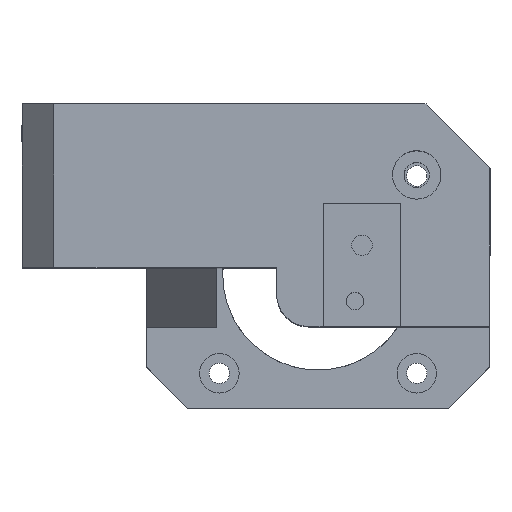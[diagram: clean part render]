
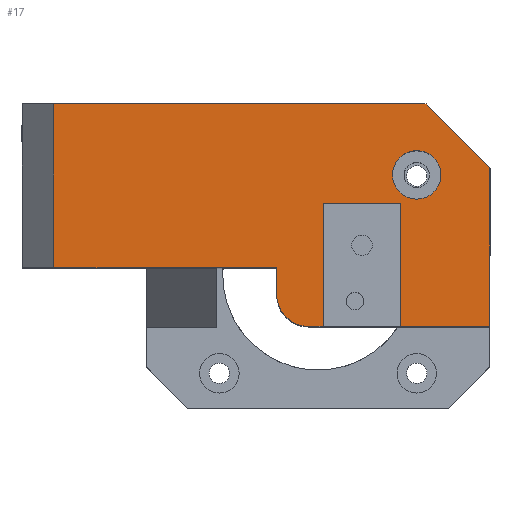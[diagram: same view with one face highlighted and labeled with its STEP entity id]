
A CAD part, top view. The second image highlights one B-rep face of the part: STEP entity #17.
In plain terms, the highlighted planar face has unit normal (0, 0, 1).
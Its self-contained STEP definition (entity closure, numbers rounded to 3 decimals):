
#17 = ADVANCED_FACE('',(#18,#133),#144,.T.);
#18 = FACE_BOUND('',#19,.T.);
#19 = EDGE_LOOP('',(#20,#30,#38,#46,#54,#62,#70,#79,#87,#95,#103,#111,
    #119,#127));
#20 = ORIENTED_EDGE('',*,*,#21,.F.);
#21 = EDGE_CURVE('',#22,#24,#26,.T.);
#22 = VERTEX_POINT('',#23);
#23 = CARTESIAN_POINT('',(295.59,1011.278,47.945));
#24 = VERTEX_POINT('',#25);
#25 = CARTESIAN_POINT('',(295.883,1010.985,47.945));
#26 = LINE('',#27,#28);
#27 = CARTESIAN_POINT('',(288.849,1018.02,47.945));
#28 = VECTOR('',#29,1.);
#29 = DIRECTION('',(0.707,-0.707,0.));
#30 = ORIENTED_EDGE('',*,*,#31,.T.);
#31 = EDGE_CURVE('',#22,#32,#34,.T.);
#32 = VERTEX_POINT('',#33);
#33 = CARTESIAN_POINT('',(295.176,1011.278,47.945));
#34 = LINE('',#35,#36);
#35 = CARTESIAN_POINT('',(274.688,1011.278,47.945));
#36 = VECTOR('',#37,1.);
#37 = DIRECTION('',(-1.,0.,0.));
#38 = ORIENTED_EDGE('',*,*,#39,.T.);
#39 = EDGE_CURVE('',#32,#40,#42,.T.);
#40 = VERTEX_POINT('',#41);
#41 = CARTESIAN_POINT('',(237.141,1011.278,
    47.945));
#42 = LINE('',#43,#44);
#43 = CARTESIAN_POINT('',(233.741,1011.278,47.945));
#44 = VECTOR('',#45,1.);
#45 = DIRECTION('',(-1.,0.,0.));
#46 = ORIENTED_EDGE('',*,*,#47,.F.);
#47 = EDGE_CURVE('',#48,#40,#50,.T.);
#48 = VERTEX_POINT('',#49);
#49 = CARTESIAN_POINT('',(237.141,985.528,47.945));
#50 = LINE('',#51,#52);
#51 = CARTESIAN_POINT('',(237.141,985.528,47.945));
#52 = VECTOR('',#53,1.);
#53 = DIRECTION('',(0.,1.,0.));
#54 = ORIENTED_EDGE('',*,*,#55,.T.);
#55 = EDGE_CURVE('',#48,#56,#58,.T.);
#56 = VERTEX_POINT('',#57);
#57 = CARTESIAN_POINT('',(272.141,985.528,47.945));
#58 = LINE('',#59,#60);
#59 = CARTESIAN_POINT('',(279.921,985.528,47.945));
#60 = VECTOR('',#61,1.);
#61 = DIRECTION('',(1.,0.,0.));
#62 = ORIENTED_EDGE('',*,*,#63,.F.);
#63 = EDGE_CURVE('',#64,#56,#66,.T.);
#64 = VERTEX_POINT('',#65);
#65 = CARTESIAN_POINT('',(272.141,981.278,47.945)
  );
#66 = LINE('',#67,#68);
#67 = CARTESIAN_POINT('',(272.141,976.278,
    47.945));
#68 = VECTOR('',#69,1.);
#69 = DIRECTION('',(0.,1.,0.));
#70 = ORIENTED_EDGE('',*,*,#71,.T.);
#71 = EDGE_CURVE('',#64,#72,#74,.T.);
#72 = VERTEX_POINT('',#73);
#73 = CARTESIAN_POINT('',(277.141,976.278,47.945)
  );
#74 = CIRCLE('',#75,5.);
#75 = AXIS2_PLACEMENT_3D('',#76,#77,#78);
#76 = CARTESIAN_POINT('',(277.141,981.278,47.945)
  );
#77 = DIRECTION('',(0.,0.,1.));
#78 = DIRECTION('',(1.,0.,0.));
#79 = ORIENTED_EDGE('',*,*,#80,.T.);
#80 = EDGE_CURVE('',#72,#81,#83,.T.);
#81 = VERTEX_POINT('',#82);
#82 = CARTESIAN_POINT('',(279.441,976.278,47.945));
#83 = LINE('',#84,#85);
#84 = CARTESIAN_POINT('',(257.641,976.278,47.945)
  );
#85 = VECTOR('',#86,1.);
#86 = DIRECTION('',(1.,0.,0.));
#87 = ORIENTED_EDGE('',*,*,#88,.F.);
#88 = EDGE_CURVE('',#89,#81,#91,.T.);
#89 = VERTEX_POINT('',#90);
#90 = CARTESIAN_POINT('',(279.441,995.528,47.945)
  );
#91 = LINE('',#92,#93);
#92 = CARTESIAN_POINT('',(279.441,991.676,47.945));
#93 = VECTOR('',#94,1.);
#94 = DIRECTION('',(0.,-1.,0.));
#95 = ORIENTED_EDGE('',*,*,#96,.F.);
#96 = EDGE_CURVE('',#97,#89,#99,.T.);
#97 = VERTEX_POINT('',#98);
#98 = CARTESIAN_POINT('',(291.631,995.528,
    47.945));
#99 = LINE('',#100,#101);
#100 = CARTESIAN_POINT('',(279.656,995.528,47.945
    ));
#101 = VECTOR('',#102,1.);
#102 = DIRECTION('',(-1.,0.,0.));
#103 = ORIENTED_EDGE('',*,*,#104,.T.);
#104 = EDGE_CURVE('',#97,#105,#107,.T.);
#105 = VERTEX_POINT('',#106);
#106 = CARTESIAN_POINT('',(291.631,976.278,47.945));
#107 = LINE('',#108,#109);
#108 = CARTESIAN_POINT('',(291.631,996.528,
    47.945));
#109 = VECTOR('',#110,1.);
#110 = DIRECTION('',(0.,-1.,0.));
#111 = ORIENTED_EDGE('',*,*,#112,.F.);
#112 = EDGE_CURVE('',#113,#105,#115,.T.);
#113 = VERTEX_POINT('',#114);
#114 = CARTESIAN_POINT('',(305.641,976.278,47.945));
#115 = LINE('',#116,#117);
#116 = CARTESIAN_POINT('',(291.856,976.278,47.945));
#117 = VECTOR('',#118,1.);
#118 = DIRECTION('',(-1.,0.,0.));
#119 = ORIENTED_EDGE('',*,*,#120,.F.);
#120 = EDGE_CURVE('',#121,#113,#123,.T.);
#121 = VERTEX_POINT('',#122);
#122 = CARTESIAN_POINT('',(305.641,1001.228,47.945));
#123 = LINE('',#124,#125);
#124 = CARTESIAN_POINT('',(305.641,991.676,47.945));
#125 = VECTOR('',#126,1.);
#126 = DIRECTION('',(0.,-1.,0.));
#127 = ORIENTED_EDGE('',*,*,#128,.T.);
#128 = EDGE_CURVE('',#121,#24,#129,.T.);
#129 = LINE('',#130,#131);
#130 = CARTESIAN_POINT('',(305.641,1001.228,47.945));
#131 = VECTOR('',#132,1.);
#132 = DIRECTION('',(-0.707,0.707,0.));
#133 = FACE_BOUND('',#134,.T.);
#134 = EDGE_LOOP('',(#135));
#135 = ORIENTED_EDGE('',*,*,#136,.F.);
#136 = EDGE_CURVE('',#137,#137,#139,.T.);
#137 = VERTEX_POINT('',#138);
#138 = CARTESIAN_POINT('',(297.941,1000.078,47.945));
#139 = CIRCLE('',#140,3.8);
#140 = AXIS2_PLACEMENT_3D('',#141,#142,#143);
#141 = CARTESIAN_POINT('',(294.141,1000.078,47.945));
#142 = DIRECTION('',(0.,0.,1.));
#143 = DIRECTION('',(1.,0.,0.));
#144 = PLANE('',#145);
#145 = AXIS2_PLACEMENT_3D('',#146,#147,#148);
#146 = CARTESIAN_POINT('',(274.131,994.488,47.945));
#147 = DIRECTION('',(0.,0.,1.));
#148 = DIRECTION('',(0.,1.,0.));
